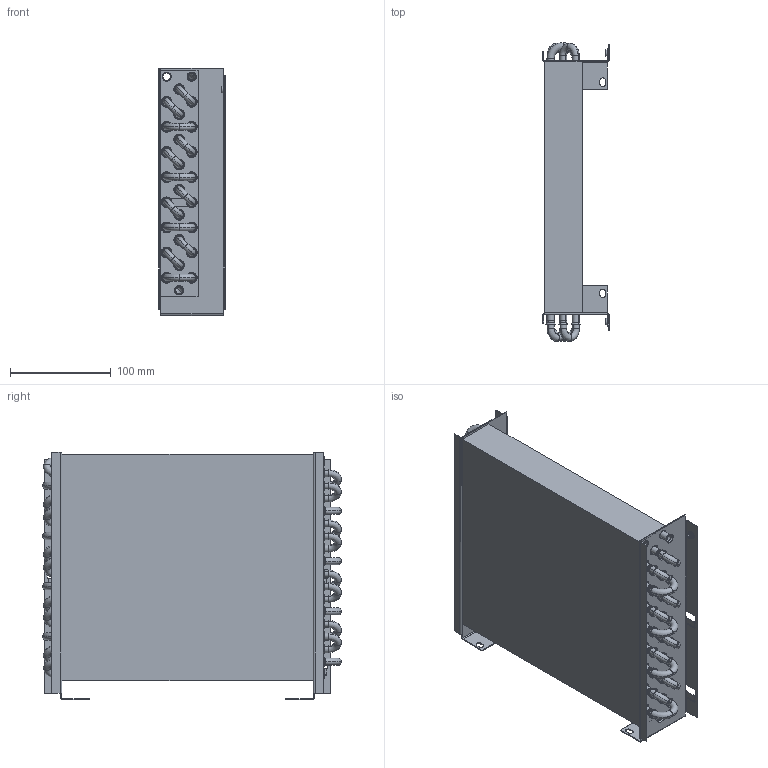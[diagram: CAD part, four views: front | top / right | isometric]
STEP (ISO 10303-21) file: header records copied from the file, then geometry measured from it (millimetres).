
FILE_DESCRIPTION((''),'2;1');
FILE_NAME('0930250A50_ASM','2019-12-31T',('U371994'),('DANFOSS COMMERCIAL COMPRESSOR'),'CREO PARAMETRIC BY PTC INC, 2015480','CREO PARAMETRIC BY PTC INC, 2015480','');
FILE_SCHEMA(('CONFIG_CONTROL_DESIGN'));
Length unit declared in the file: millimetre
Products named in the file (8): RN5006806; RN5006807; R59600294; RN5006801; 2907041821; 2907042521; R57600294; 0930250A50_ASM
Assembly tree (28 placements, depth 2):
  0930250A50_ASM
    RN5006806
    RN5006807
    R59600294  x4
    RN5006801
    2907041821  x8
    2907042521  x4
    R57600294  x9
Bounding box: 66 x 297.1 x 246 mm (x, y, z)
Volume: 1865699.2 mm3; surface area: 749710.3 mm2
Topology: 28 solids, 28 shells, 1409 faces, 3148 edges, 1836 vertices
Faces by surface type: torus 592, cylinder 496, plane 217, cone 104
Entity records: 28157 total; most frequent: DIRECTION 5704, CARTESIAN_POINT 4618, ORIENTED_EDGE 4432, AXIS2_PLACEMENT_3D 2533, EDGE_CURVE 2216, CIRCLE 1554, VERTEX_POINT 1328, EDGE_LOOP 1170
